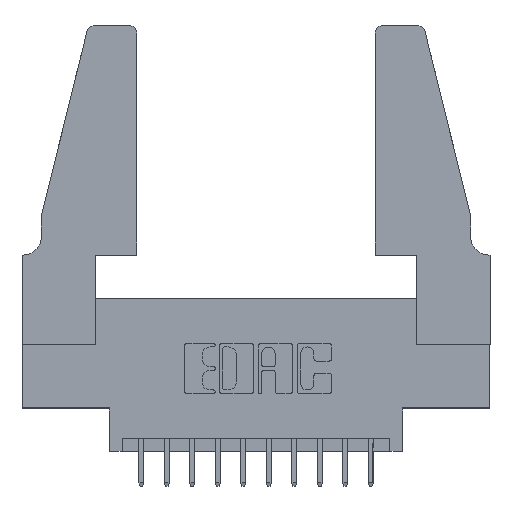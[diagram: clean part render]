
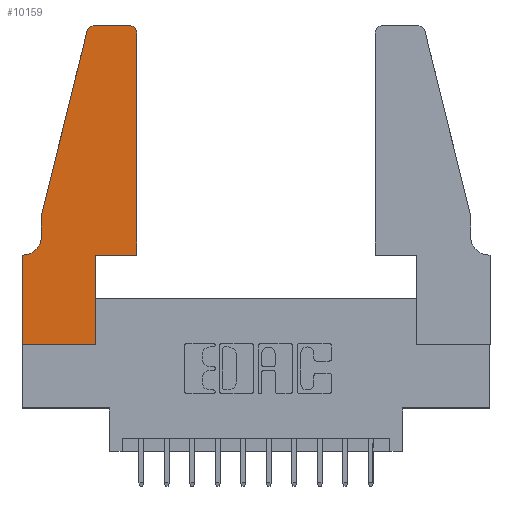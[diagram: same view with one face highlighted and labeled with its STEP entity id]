
A CAD part, top view. The second image highlights one B-rep face of the part: STEP entity #10159.
In plain terms, the highlighted planar face has unit normal (0, 0, 1).
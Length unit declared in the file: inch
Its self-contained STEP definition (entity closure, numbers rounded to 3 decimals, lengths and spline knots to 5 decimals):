
#33 = ORIENTED_EDGE ( 'NONE', *, *, #4718, .T. ) ;
#130 = EDGE_CURVE ( 'NONE', #12948, #8924, #12444, .T. ) ;
#272 = EDGE_CURVE ( 'NONE', #5850, #13748, #5364, .T. ) ;
#277 = EDGE_CURVE ( 'NONE', #10595, #9359, #8835, .T. ) ;
#435 = CARTESIAN_POINT ( 'NONE',  ( 0.4505, 0.35, 0.37 ) ) ;
#548 = EDGE_CURVE ( 'NONE', #4005, #1946, #2051, .T. ) ;
#681 = DIRECTION ( 'NONE',  ( -1., 0., 0. ) ) ;
#759 = LINE ( 'NONE', #4169, #1268 ) ;
#834 = CARTESIAN_POINT ( 'NONE',  ( 0.4505, 1.22, 0.37 ) ) ;
#908 = CARTESIAN_POINT ( 'NONE',  ( 0., 0., 0.37 ) ) ;
#924 = LINE ( 'NONE', #3309, #14092 ) ;
#1032 = ORIENTED_EDGE ( 'NONE', *, *, #8523, .T. ) ;
#1056 = EDGE_CURVE ( 'NONE', #9359, #12614, #11571, .T. ) ;
#1065 = LINE ( 'NONE', #6964, #4745 ) ;
#1085 = DIRECTION ( 'NONE',  ( 0., 0., 1. ) ) ;
#1155 = DIRECTION ( 'NONE',  ( 1., 0., 0. ) ) ;
#1268 = VECTOR ( 'NONE', #3074, 39.37008 ) ;
#1287 = DIRECTION ( 'NONE',  ( 1., 0., 0. ) ) ;
#1419 = DIRECTION ( 'NONE',  ( -1., 0., 0. ) ) ;
#1623 = AXIS2_PLACEMENT_3D ( 'NONE', #10383, #4945, #1710 ) ;
#1661 = LINE ( 'NONE', #4168, #10318 ) ;
#1710 = DIRECTION ( 'NONE',  ( 1., 0., 0. ) ) ;
#1789 = LINE ( 'NONE', #9869, #5422 ) ;
#1946 = VERTEX_POINT ( 'NONE', #11300 ) ;
#2051 = LINE ( 'NONE', #6501, #11239 ) ;
#2376 = VECTOR ( 'NONE', #5018, 39.37008 ) ;
#2686 = ORIENTED_EDGE ( 'NONE', *, *, #130, .T. ) ;
#2873 = ORIENTED_EDGE ( 'NONE', *, *, #5501, .T. ) ;
#3074 = DIRECTION ( 'NONE',  ( -0.239, -0.971, 0. ) ) ;
#3309 = CARTESIAN_POINT ( 'NONE',  ( 0., 0., 0.37 ) ) ;
#3348 = ORIENTED_EDGE ( 'NONE', *, *, #1056, .T. ) ;
#3493 = VECTOR ( 'NONE', #4505, 39.37008 ) ;
#3518 = EDGE_CURVE ( 'NONE', #12614, #4560, #1661, .T. ) ;
#3772 = CARTESIAN_POINT ( 'NONE',  ( 0.0755, 0.42, 0.37 ) ) ;
#4005 = VERTEX_POINT ( 'NONE', #5028 ) ;
#4092 = AXIS2_PLACEMENT_3D ( 'NONE', #8934, #14425, #4393 ) ;
#4105 = ORIENTED_EDGE ( 'NONE', *, *, #5022, .T. ) ;
#4168 = CARTESIAN_POINT ( 'NONE',  ( 0.0755, 0.35, 0.37 ) ) ;
#4169 = CARTESIAN_POINT ( 'NONE',  ( 0.0755, 0.5, 0.37 ) ) ;
#4254 = DIRECTION ( 'NONE',  ( -1., 0., 0. ) ) ;
#4393 = DIRECTION ( 'NONE',  ( 1., 0., 0. ) ) ;
#4441 = AXIS2_PLACEMENT_3D ( 'NONE', #11125, #1085, #1155 ) ;
#4505 = DIRECTION ( 'NONE',  ( 0., -1., 0. ) ) ;
#4560 = VERTEX_POINT ( 'NONE', #7170 ) ;
#4718 = EDGE_CURVE ( 'NONE', #12753, #4005, #1789, .T. ) ;
#4745 = VECTOR ( 'NONE', #1287, 39.37008 ) ;
#4806 = ORIENTED_EDGE ( 'NONE', *, *, #11278, .T. ) ;
#4945 = DIRECTION ( 'NONE',  ( 0., 0., 1. ) ) ;
#5018 = DIRECTION ( 'NONE',  ( 0., 1., 0. ) ) ;
#5022 = EDGE_CURVE ( 'NONE', #1946, #5850, #5168, .T. ) ;
#5028 = CARTESIAN_POINT ( 'NONE',  ( 0.2865, 0.35, 0.37 ) ) ;
#5168 = LINE ( 'NONE', #435, #2376 ) ;
#5300 = CARTESIAN_POINT ( 'NONE',  ( 0.0055, 0.35, 0.37 ) ) ;
#5364 = CIRCLE ( 'NONE', #4441, 0.03 ) ;
#5422 = VECTOR ( 'NONE', #13260, 39.37008 ) ;
#5501 = EDGE_CURVE ( 'NONE', #4560, #5967, #924, .T. ) ;
#5553 = PLANE ( 'NONE',  #4092 ) ;
#5736 = CARTESIAN_POINT ( 'NONE',  ( 0.0755, 0.5, 0.37 ) ) ;
#5850 = VERTEX_POINT ( 'NONE', #834 ) ;
#5909 = ORIENTED_EDGE ( 'NONE', *, *, #277, .T. ) ;
#5967 = VERTEX_POINT ( 'NONE', #908 ) ;
#6501 = CARTESIAN_POINT ( 'NONE',  ( 0.4505, 0.35, 0.37 ) ) ;
#6560 = CARTESIAN_POINT ( 'NONE',  ( 0.2605, 1.25, 0.37 ) ) ;
#6964 = CARTESIAN_POINT ( 'NONE',  ( 0., 0., 0.37 ) ) ;
#7170 = CARTESIAN_POINT ( 'NONE',  ( 0., 0.35, 0.37 ) ) ;
#7535 = LINE ( 'NONE', #6560, #8036 ) ;
#7742 = ORIENTED_EDGE ( 'NONE', *, *, #8137, .T. ) ;
#8036 = VECTOR ( 'NONE', #4254, 39.37008 ) ;
#8137 = EDGE_CURVE ( 'NONE', #5967, #12753, #1065, .T. ) ;
#8369 = EDGE_LOOP ( 'NONE', ( #1032, #2686, #4806, #5909, #3348, #11490, #2873, #7742, #33, #12610, #4105, #10026 ) ) ;
#8523 = EDGE_CURVE ( 'NONE', #13748, #12948, #7535, .T. ) ;
#8716 = FACE_OUTER_BOUND ( 'NONE', #8369, .T. ) ;
#8835 = LINE ( 'NONE', #5736, #3493 ) ;
#8924 = VERTEX_POINT ( 'NONE', #11581 ) ;
#8934 = CARTESIAN_POINT ( 'NONE',  ( 0., 0.35, 0.37 ) ) ;
#9359 = VERTEX_POINT ( 'NONE', #3772 ) ;
#9844 = DIRECTION ( 'NONE',  ( 0., -1., 0. ) ) ;
#9869 = CARTESIAN_POINT ( 'NONE',  ( 0.2865, 0.35, 0.37 ) ) ;
#9968 = CARTESIAN_POINT ( 'NONE',  ( 0.284, 1.25, 0.37 ) ) ;
#9988 = CARTESIAN_POINT ( 'NONE',  ( 0.2865, 0., 0.37 ) ) ;
#9993 = DIRECTION ( 'NONE',  ( 1., 0., 0. ) ) ;
#10026 = ORIENTED_EDGE ( 'NONE', *, *, #272, .T. ) ;
#10159 = ADVANCED_FACE ( 'NONE', ( #8716 ), #5553, .T. ) ;
#10318 = VECTOR ( 'NONE', #681, 39.37008 ) ;
#10383 = CARTESIAN_POINT ( 'NONE',  ( 0.284, 1.22, 0.37 ) ) ;
#10595 = VERTEX_POINT ( 'NONE', #14226 ) ;
#11125 = CARTESIAN_POINT ( 'NONE',  ( 0.4205, 1.22, 0.37 ) ) ;
#11239 = VECTOR ( 'NONE', #9993, 39.37008 ) ;
#11278 = EDGE_CURVE ( 'NONE', #8924, #10595, #759, .T. ) ;
#11300 = CARTESIAN_POINT ( 'NONE',  ( 0.4505, 0.35, 0.37 ) ) ;
#11490 = ORIENTED_EDGE ( 'NONE', *, *, #3518, .T. ) ;
#11522 = CARTESIAN_POINT ( 'NONE',  ( 0.0055, 0.42, 0.37 ) ) ;
#11571 = CIRCLE ( 'NONE', #14113, 0.07 ) ;
#11581 = CARTESIAN_POINT ( 'NONE',  ( 0.25487, 1.22718, 0.37 ) ) ;
#12444 = CIRCLE ( 'NONE', #1623, 0.03 ) ;
#12555 = DIRECTION ( 'NONE',  ( 0., 0., -1. ) ) ;
#12610 = ORIENTED_EDGE ( 'NONE', *, *, #548, .T. ) ;
#12614 = VERTEX_POINT ( 'NONE', #5300 ) ;
#12753 = VERTEX_POINT ( 'NONE', #9988 ) ;
#12948 = VERTEX_POINT ( 'NONE', #9968 ) ;
#13260 = DIRECTION ( 'NONE',  ( 0., 1., 0. ) ) ;
#13748 = VERTEX_POINT ( 'NONE', #14101 ) ;
#14092 = VECTOR ( 'NONE', #9844, 39.37008 ) ;
#14101 = CARTESIAN_POINT ( 'NONE',  ( 0.4205, 1.25, 0.37 ) ) ;
#14113 = AXIS2_PLACEMENT_3D ( 'NONE', #11522, #12555, #1419 ) ;
#14226 = CARTESIAN_POINT ( 'NONE',  ( 0.0755, 0.5, 0.37 ) ) ;
#14425 = DIRECTION ( 'NONE',  ( 0., 0., 1. ) ) ;
